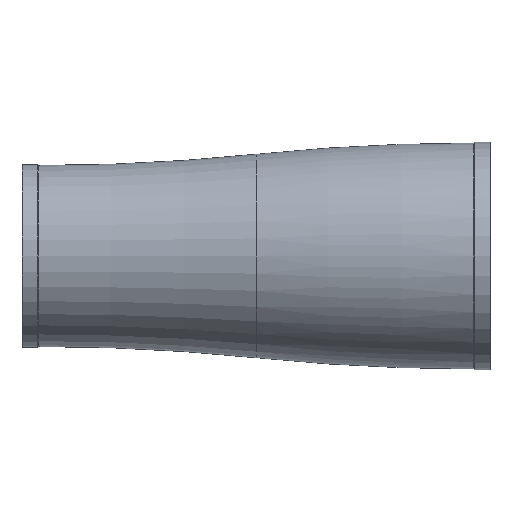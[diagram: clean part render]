
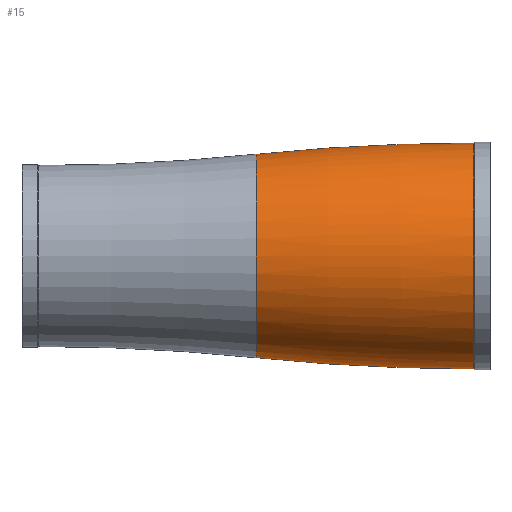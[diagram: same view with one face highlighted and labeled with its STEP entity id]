
A CAD part, front view. The second image highlights one B-rep face of the part: STEP entity #15.
In plain terms, the highlighted toroidal (fillet/blend) face has major radius 494.034 mm and minor radius 521.784 mm.
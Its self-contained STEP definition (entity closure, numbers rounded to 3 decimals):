
#15 = ADVANCED_FACE ( 'NONE', ( #453 ), #293, .T. ) ;
#88 = CARTESIAN_POINT ( 'NONE',  ( -4., 0., 0. ) ) ;
#95 = DIRECTION ( 'NONE',  ( 1., 0., 0. ) ) ;
#99 = DIRECTION ( 'NONE',  ( 0., 0., -1. ) ) ;
#112 = AXIS2_PLACEMENT_3D ( 'NONE', #641, #644, #647 ) ;
#142 = CARTESIAN_POINT ( 'NONE',  ( -57.5, 0., -25. ) ) ;
#160 = CIRCLE ( 'NONE', #563, 521.784 ) ;
#281 = EDGE_CURVE ( 'NONE', #1018, #862, #803, .T. ) ;
#293 = TOROIDAL_SURFACE ( 'NONE', #526, -494.034, 521.784 ) ;
#392 = VERTEX_POINT ( 'NONE', #979 ) ;
#412 = CARTESIAN_POINT ( 'NONE',  ( -4., 0., 494.034 ) ) ;
#415 = DIRECTION ( 'NONE',  ( 0., -1., 0. ) ) ;
#421 = DIRECTION ( 'NONE',  ( 0., 0., -1. ) ) ;
#453 = FACE_OUTER_BOUND ( 'NONE', #967, .T. ) ;
#465 = ORIENTED_EDGE ( 'NONE', *, *, #875, .F. ) ;
#488 = CIRCLE ( 'NONE', #997, 521.784 ) ;
#526 = AXIS2_PLACEMENT_3D ( 'NONE', #858, #874, #887 ) ;
#537 = ORIENTED_EDGE ( 'NONE', *, *, #687, .F. ) ;
#542 = VERTEX_POINT ( 'NONE', #707 ) ;
#563 = AXIS2_PLACEMENT_3D ( 'NONE', #412, #415, #421 ) ;
#584 = EDGE_CURVE ( 'NONE', #862, #392, #160, .T. ) ;
#594 = ORIENTED_EDGE ( 'NONE', *, *, #281, .T. ) ;
#641 = CARTESIAN_POINT ( 'NONE',  ( -57.5, 0., 0. ) ) ;
#644 = DIRECTION ( 'NONE',  ( 1., 0., 0. ) ) ;
#647 = DIRECTION ( 'NONE',  ( 0., 0., -1. ) ) ;
#687 = EDGE_CURVE ( 'NONE', #542, #392, #724, .T. ) ;
#707 = CARTESIAN_POINT ( 'NONE',  ( -4., 0., 27.75 ) ) ;
#724 = CIRCLE ( 'NONE', #747, 27.75 ) ;
#747 = AXIS2_PLACEMENT_3D ( 'NONE', #88, #95, #99 ) ;
#766 = ORIENTED_EDGE ( 'NONE', *, *, #584, .T. ) ;
#789 = CARTESIAN_POINT ( 'NONE',  ( -4., 0., -494.034 ) ) ;
#792 = DIRECTION ( 'NONE',  ( 0., 1., 0. ) ) ;
#793 = DIRECTION ( 'NONE',  ( 0., 0., 1. ) ) ;
#803 = CIRCLE ( 'NONE', #112, 25. ) ;
#858 = CARTESIAN_POINT ( 'NONE',  ( -4., 0., 0. ) ) ;
#862 = VERTEX_POINT ( 'NONE', #142 ) ;
#874 = DIRECTION ( 'NONE',  ( 1., 0., 0. ) ) ;
#875 = EDGE_CURVE ( 'NONE', #1018, #542, #488, .T. ) ;
#887 = DIRECTION ( 'NONE',  ( 0., 0., -1. ) ) ;
#955 = CARTESIAN_POINT ( 'NONE',  ( -57.5, 0., 25. ) ) ;
#967 = EDGE_LOOP ( 'NONE', ( #465, #594, #766, #537 ) ) ;
#979 = CARTESIAN_POINT ( 'NONE',  ( -4., 0., -27.75 ) ) ;
#997 = AXIS2_PLACEMENT_3D ( 'NONE', #789, #792, #793 ) ;
#1018 = VERTEX_POINT ( 'NONE', #955 ) ;
